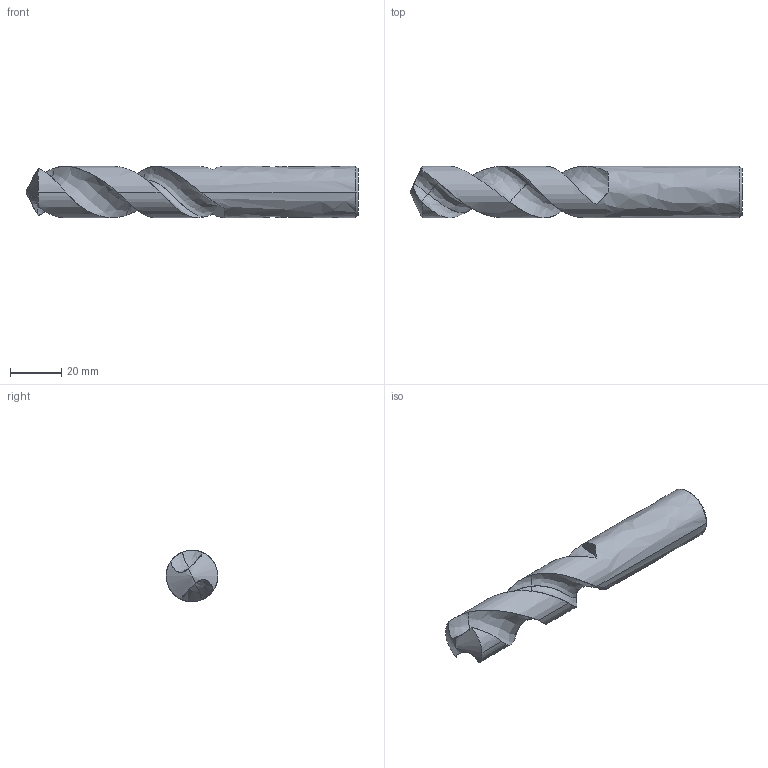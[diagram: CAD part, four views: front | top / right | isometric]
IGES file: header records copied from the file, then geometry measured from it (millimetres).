
Start section: START RECORD GO HERE.
Global section: file name: Bohrer.igs; native system: DASSAULT SYSTEMES CATIA V5 R21 - www.3ds.com; preprocessor: CATIA Version 5 Release 21 SP 5 ; author: 29522; organization: HTW-AALEN; date: 20131119.085803; units: millimetre
Bounding box: 129 x 20 x 20 mm (x, y, z)
Surface area: 8847.8 mm2 (no closed solid volume)
Topology: 0 solids, 0 shells, 29 faces, 154 edges, 152 vertices
Faces by surface type: bspline 14, revolution 10, plane 5
